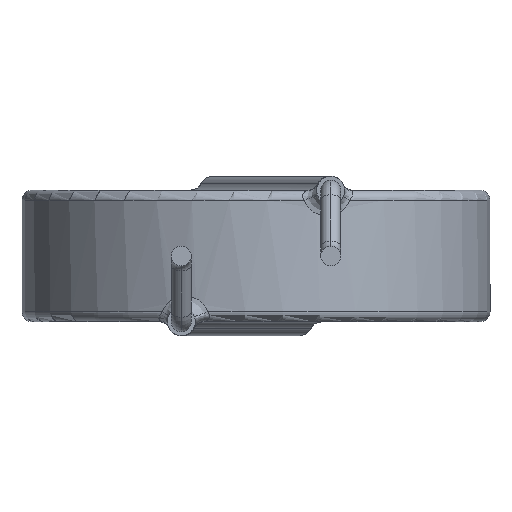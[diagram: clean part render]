
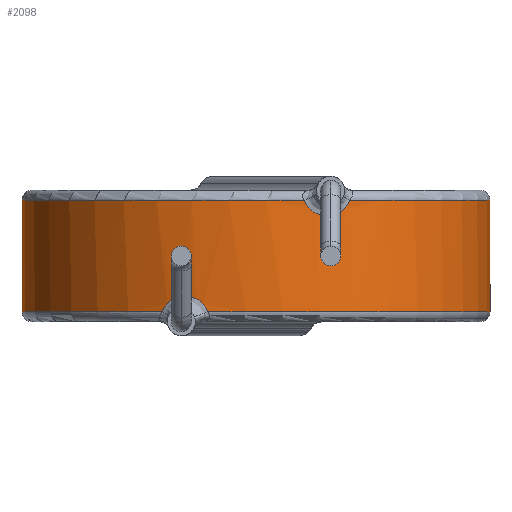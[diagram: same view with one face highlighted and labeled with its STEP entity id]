
A CAD part, front view. The second image highlights one B-rep face of the part: STEP entity #2098.
In plain terms, the highlighted cylindrical face has radius 11.75 mm (diameter 23.5 mm), a partial arc.
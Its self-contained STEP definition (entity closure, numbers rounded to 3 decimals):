
#108 = CARTESIAN_POINT ( 'NONE',  ( 4.601, -10.812, 2.574 ) ) ;
#139 = CARTESIAN_POINT ( 'NONE',  ( 4.71, -10.765, 2.8 ) ) ;
#365 = CIRCLE ( 'NONE', #5189, 11.75 ) ;
#392 = ORIENTED_EDGE ( 'NONE', *, *, #8401, .F. ) ;
#494 = CARTESIAN_POINT ( 'NONE',  ( -4.052, -11.03, -2.097 ) ) ;
#607 = FACE_OUTER_BOUND ( 'NONE', #7824, .T. ) ;
#616 = VERTEX_POINT ( 'NONE', #7324 ) ;
#642 = VECTOR ( 'NONE', #6787, 1000. ) ;
#676 = CARTESIAN_POINT ( 'NONE',  ( 3.702, -11.152, 2.001 ) ) ;
#708 = CARTESIAN_POINT ( 'NONE',  ( 0., 0., -2.8 ) ) ;
#709 = CIRCLE ( 'NONE', #5512, 11.75 ) ;
#743 = EDGE_CURVE ( 'NONE', #4038, #927, #1467, .T. ) ;
#846 = CARTESIAN_POINT ( 'NONE',  ( 0., 0., -2.8 ) ) ;
#927 = VERTEX_POINT ( 'NONE', #139 ) ;
#1096 = CARTESIAN_POINT ( 'NONE',  ( 0., 0., 2.8 ) ) ;
#1158 = CARTESIAN_POINT ( 'NONE',  ( -3.702, -11.152, -2.001 ) ) ;
#1231 = VERTEX_POINT ( 'NONE', #1678 ) ;
#1248 = CARTESIAN_POINT ( 'NONE',  ( 3.338, -11.267, 2.016 ) ) ;
#1289 = CARTESIAN_POINT ( 'NONE',  ( 4.36, -10.912, 2.294 ) ) ;
#1332 = CARTESIAN_POINT ( 'NONE',  ( 4.449, -10.876, 2.379 ) ) ;
#1443 = DIRECTION ( 'NONE',  ( -1., 0., 0. ) ) ;
#1467 = CIRCLE ( 'NONE', #6119, 11.75 ) ;
#1674 = EDGE_CURVE ( 'NONE', #5002, #2666, #2206, .T. ) ;
#1678 = CARTESIAN_POINT ( 'NONE',  ( -2.426, -11.497, -2.8 ) ) ;
#1971 = CARTESIAN_POINT ( 'NONE',  ( 3.461, -11.229, 1.999 ) ) ;
#2010 = CARTESIAN_POINT ( 'NONE',  ( 4.052, -11.03, 2.097 ) ) ;
#2098 = ADVANCED_FACE ( 'NONE', ( #607 ), #7812, .T. ) ;
#2202 = EDGE_CURVE ( 'NONE', #5002, #1231, #3008, .T. ) ;
#2206 = CIRCLE ( 'NONE', #7265, 11.75 ) ;
#2318 = ORIENTED_EDGE ( 'NONE', *, *, #3404, .T. ) ;
#2416 = CARTESIAN_POINT ( 'NONE',  ( 2.426, -11.497, 2.8 ) ) ;
#2527 = DIRECTION ( 'NONE',  ( 0., 0., -1. ) ) ;
#2541 = CARTESIAN_POINT ( 'NONE',  ( -3.824, -11.111, -2.022 ) ) ;
#2580 = CARTESIAN_POINT ( 'NONE',  ( 2.682, -11.442, 2.356 ) ) ;
#2666 = VERTEX_POINT ( 'NONE', #5551 ) ;
#2672 = CARTESIAN_POINT ( 'NONE',  ( 2.426, -11.497, 2.8 ) ) ;
#2713 = CARTESIAN_POINT ( 'NONE',  ( 2.521, -11.477, 2.561 ) ) ;
#2819 = DIRECTION ( 'NONE',  ( 0., 0., -1. ) ) ;
#3008 = B_SPLINE_CURVE_WITH_KNOTS ( 'NONE', 3,
 ( #7072, #3093, #4458, #8351, #4415, #7028, #494, #2541, #1158, #5141, #3815, #3135, #7802, #7706, #5702, #8440 ),
 .UNSPECIFIED., .F., .F.,
 ( 4, 2, 2, 2, 2, 2, 2, 4 ),
 ( 0., 0., 0.001, 0.001, 0.002, 0.002, 0.002, 0.003 ),
 .UNSPECIFIED. ) ;
#3093 = CARTESIAN_POINT ( 'NONE',  ( -4.663, -10.785, -2.682 ) ) ;
#3135 = CARTESIAN_POINT ( 'NONE',  ( -3.103, -11.333, -2.088 ) ) ;
#3193 = CARTESIAN_POINT ( 'NONE',  ( 0., 0., -7.293 ) ) ;
#3259 = DIRECTION ( 'NONE',  ( 0., 0., -1. ) ) ;
#3404 = EDGE_CURVE ( 'NONE', #5248, #616, #365, .T. ) ;
#3462 = CARTESIAN_POINT ( 'NONE',  ( -4.71, -10.765, -2.8 ) ) ;
#3470 = DIRECTION ( 'NONE',  ( 0., 0., -1. ) ) ;
#3503 = DIRECTION ( 'NONE',  ( 0., 0., -1. ) ) ;
#3640 = B_SPLINE_CURVE_WITH_KNOTS ( 'NONE', 3,
 ( #6002, #5321, #108, #1332, #1289, #7933, #2010, #6511, #676, #1971, #1248, #5832, #8434, #2580, #2713, #2672 ),
 .UNSPECIFIED., .F., .F.,
 ( 4, 2, 2, 2, 2, 2, 2, 4 ),
 ( 0., 0., 0.001, 0.001, 0.002, 0.002, 0.002, 0.003 ),
 .UNSPECIFIED. ) ;
#3815 = CARTESIAN_POINT ( 'NONE',  ( -3.338, -11.267, -2.016 ) ) ;
#3883 = CARTESIAN_POINT ( 'NONE',  ( 11.75, 0., 2.8 ) ) ;
#3984 = VERTEX_POINT ( 'NONE', #8134 ) ;
#4025 = ORIENTED_EDGE ( 'NONE', *, *, #6530, .T. ) ;
#4032 = AXIS2_PLACEMENT_3D ( 'NONE', #3193, #5806, #6388 ) ;
#4038 = VERTEX_POINT ( 'NONE', #3883 ) ;
#4096 = LINE ( 'NONE', #7906, #7658 ) ;
#4181 = LINE ( 'NONE', #7383, #642 ) ;
#4415 = CARTESIAN_POINT ( 'NONE',  ( -4.36, -10.912, -2.294 ) ) ;
#4458 = CARTESIAN_POINT ( 'NONE',  ( -4.601, -10.812, -2.574 ) ) ;
#5002 = VERTEX_POINT ( 'NONE', #3462 ) ;
#5038 = EDGE_CURVE ( 'NONE', #3984, #1231, #709, .T. ) ;
#5132 = ORIENTED_EDGE ( 'NONE', *, *, #5414, .T. ) ;
#5141 = CARTESIAN_POINT ( 'NONE',  ( -3.461, -11.229, -1.999 ) ) ;
#5189 = AXIS2_PLACEMENT_3D ( 'NONE', #6244, #3259, #7743 ) ;
#5248 = VERTEX_POINT ( 'NONE', #2416 ) ;
#5321 = CARTESIAN_POINT ( 'NONE',  ( 4.663, -10.785, 2.682 ) ) ;
#5401 = DIRECTION ( 'NONE',  ( -1., 0., 0. ) ) ;
#5414 = EDGE_CURVE ( 'NONE', #616, #2666, #4096, .T. ) ;
#5512 = AXIS2_PLACEMENT_3D ( 'NONE', #708, #3503, #1443 ) ;
#5551 = CARTESIAN_POINT ( 'NONE',  ( -11.75, 0., -2.8 ) ) ;
#5597 = ORIENTED_EDGE ( 'NONE', *, *, #5038, .F. ) ;
#5702 = CARTESIAN_POINT ( 'NONE',  ( -2.521, -11.477, -2.561 ) ) ;
#5806 = DIRECTION ( 'NONE',  ( 0., 0., -1. ) ) ;
#5832 = CARTESIAN_POINT ( 'NONE',  ( 3.103, -11.333, 2.088 ) ) ;
#6002 = CARTESIAN_POINT ( 'NONE',  ( 4.71, -10.765, 2.8 ) ) ;
#6119 = AXIS2_PLACEMENT_3D ( 'NONE', #1096, #2527, #6359 ) ;
#6244 = CARTESIAN_POINT ( 'NONE',  ( 0., 0., 2.8 ) ) ;
#6359 = DIRECTION ( 'NONE',  ( -1., 0., 0. ) ) ;
#6388 = DIRECTION ( 'NONE',  ( -1., 0., 0. ) ) ;
#6511 = CARTESIAN_POINT ( 'NONE',  ( 3.824, -11.111, 2.022 ) ) ;
#6530 = EDGE_CURVE ( 'NONE', #927, #5248, #3640, .T. ) ;
#6620 = ORIENTED_EDGE ( 'NONE', *, *, #743, .T. ) ;
#6787 = DIRECTION ( 'NONE',  ( 0., 0., -1. ) ) ;
#7028 = CARTESIAN_POINT ( 'NONE',  ( -4.162, -10.989, -2.153 ) ) ;
#7072 = CARTESIAN_POINT ( 'NONE',  ( -4.71, -10.765, -2.8 ) ) ;
#7265 = AXIS2_PLACEMENT_3D ( 'NONE', #846, #3470, #5401 ) ;
#7324 = CARTESIAN_POINT ( 'NONE',  ( -11.75, 0., 2.8 ) ) ;
#7337 = ORIENTED_EDGE ( 'NONE', *, *, #2202, .T. ) ;
#7383 = CARTESIAN_POINT ( 'NONE',  ( 11.75, 0., -7.293 ) ) ;
#7658 = VECTOR ( 'NONE', #2819, 1000. ) ;
#7706 = CARTESIAN_POINT ( 'NONE',  ( -2.682, -11.442, -2.356 ) ) ;
#7725 = ORIENTED_EDGE ( 'NONE', *, *, #1674, .F. ) ;
#7743 = DIRECTION ( 'NONE',  ( -1., 0., 0. ) ) ;
#7802 = CARTESIAN_POINT ( 'NONE',  ( -2.991, -11.363, -2.143 ) ) ;
#7812 = CYLINDRICAL_SURFACE ( 'NONE', #4032, 11.75 ) ;
#7824 = EDGE_LOOP ( 'NONE', ( #392, #6620, #4025, #2318, #5132, #7725, #7337, #5597 ) ) ;
#7906 = CARTESIAN_POINT ( 'NONE',  ( -11.75, 0., -7.293 ) ) ;
#7933 = CARTESIAN_POINT ( 'NONE',  ( 4.162, -10.989, 2.153 ) ) ;
#8134 = CARTESIAN_POINT ( 'NONE',  ( 11.75, 0., -2.8 ) ) ;
#8351 = CARTESIAN_POINT ( 'NONE',  ( -4.449, -10.876, -2.379 ) ) ;
#8401 = EDGE_CURVE ( 'NONE', #4038, #3984, #4181, .T. ) ;
#8434 = CARTESIAN_POINT ( 'NONE',  ( 2.991, -11.363, 2.143 ) ) ;
#8440 = CARTESIAN_POINT ( 'NONE',  ( -2.426, -11.497, -2.8 ) ) ;
